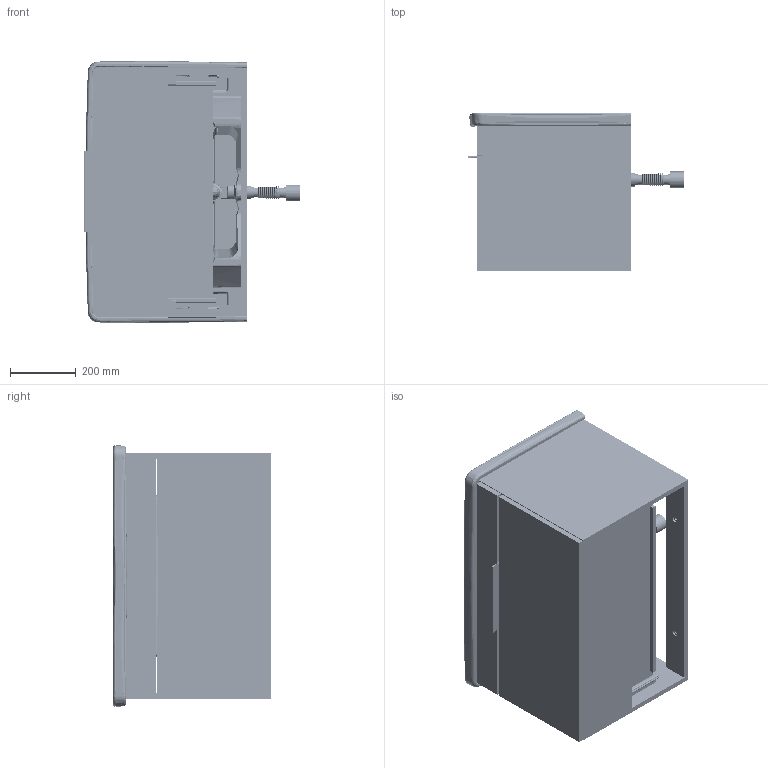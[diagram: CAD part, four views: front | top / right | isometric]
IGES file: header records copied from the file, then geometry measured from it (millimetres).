
Start section: SolidWorks IGES file using analytic representation for surfaces
Global section: file name: 67118+67120+67122_MVQDERLV80C1_Quadrum_Cekmeceli_Beyaz80Cm+Lav.IGS; native system: SolidWorks 2021; preprocessor: SolidWorks 2021; author: gulseren.can; date: 220927.102036; units: millimetre
Bounding box: 659.26 x 483.18 x 797.43 mm (x, y, z)
Surface area: 4616088.5 mm2 (no closed solid volume)
Topology: 0 solids, 0 shells, 2055 faces, 34039 edges, 34025 vertices
Faces by surface type: bspline 1186, revolution 869
